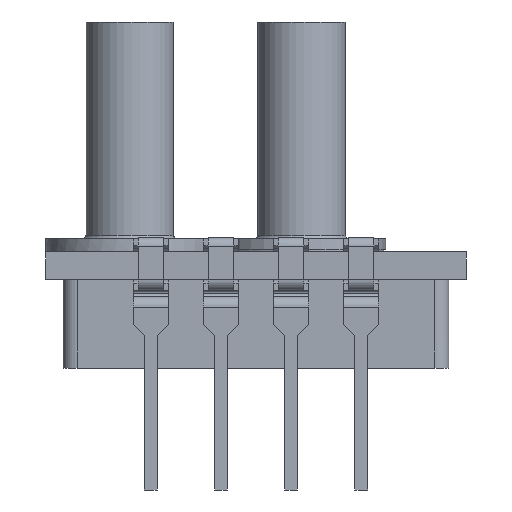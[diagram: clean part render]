
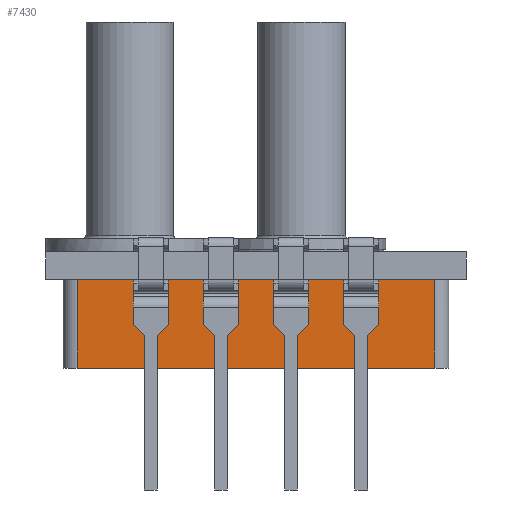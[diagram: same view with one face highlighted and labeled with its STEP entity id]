
A CAD part, front view. The second image highlights one B-rep face of the part: STEP entity #7430.
In plain terms, the highlighted planar face has unit normal (0, -1, 0).
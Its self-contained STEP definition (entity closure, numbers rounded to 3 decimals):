
#3638=DIRECTION('',(-1.,0.,0.));
#3639=VECTOR('',#3638,1.702);
#3640=CARTESIAN_POINT('',(6.477,-4.699,-9.318));
#3641=LINE('',#3640,#3639);
#3662=DIRECTION('',(-1.,0.,0.));
#3663=VECTOR('',#3662,2.032);
#3664=CARTESIAN_POINT('',(4.267,-4.699,-9.318));
#3665=LINE('',#3664,#3663);
#3686=DIRECTION('',(-1.,0.,0.));
#3687=VECTOR('',#3686,8.128);
#3688=CARTESIAN_POINT('',(1.651,-4.699,-9.318));
#3689=LINE('',#3688,#3687);
#3966=DIRECTION('',(0.,0.,-1.));
#3967=VECTOR('',#3966,3.22);
#3968=CARTESIAN_POINT('',(-6.477,-4.699,-9.318));
#3969=LINE('',#3968,#3967);
#3970=DIRECTION('',(0.,0.,-1.));
#3971=VECTOR('',#3970,3.22);
#3972=CARTESIAN_POINT('',(6.477,-4.699,-9.318));
#3973=LINE('',#3972,#3971);
#3983=DIRECTION('',(-1.,0.,0.));
#3984=VECTOR('',#3983,12.954);
#3985=CARTESIAN_POINT('',(6.477,-4.699,-12.538));
#3986=LINE('',#3985,#3984);
#4010=DIRECTION('',(0.,0.,-1.));
#4011=VECTOR('',#4010,0.005);
#4012=CARTESIAN_POINT('',(1.651,-4.699,-9.318));
#4013=LINE('',#4012,#4011);
#4034=DIRECTION('',(1.,0.,0.));
#4035=VECTOR('',#4034,0.584);
#4036=CARTESIAN_POINT('',(1.651,-4.699,-9.323));
#4037=LINE('',#4036,#4035);
#4038=DIRECTION('',(0.,0.,-1.));
#4039=VECTOR('',#4038,0.005);
#4040=CARTESIAN_POINT('',(2.235,-4.699,-9.318));
#4041=LINE('',#4040,#4039);
#4070=DIRECTION('',(0.,0.,-1.));
#4071=VECTOR('',#4070,0.005);
#4072=CARTESIAN_POINT('',(4.267,-4.699,-9.318));
#4073=LINE('',#4072,#4071);
#4106=DIRECTION('',(0.,0.,-1.));
#4107=VECTOR('',#4106,0.005);
#4108=CARTESIAN_POINT('',(4.775,-4.699,-9.318));
#4109=LINE('',#4108,#4107);
#4122=DIRECTION('',(1.,0.,0.));
#4123=VECTOR('',#4122,0.508);
#4124=CARTESIAN_POINT('',(4.267,-4.699,-9.323));
#4125=LINE('',#4124,#4123);
#5902=CARTESIAN_POINT('',(6.477,-4.699,-12.538));
#5903=CARTESIAN_POINT('',(-6.477,-4.699,-12.538));
#5904=VERTEX_POINT('',#5902);
#5905=VERTEX_POINT('',#5903);
#5927=CARTESIAN_POINT('',(6.477,-4.699,-9.318));
#5929=VERTEX_POINT('',#5927);
#5950=CARTESIAN_POINT('',(4.775,-4.699,-9.318));
#5951=VERTEX_POINT('',#5950);
#5952=CARTESIAN_POINT('',(4.267,-4.699,-9.318));
#5953=CARTESIAN_POINT('',(2.235,-4.699,-9.318));
#5954=VERTEX_POINT('',#5952);
#5955=VERTEX_POINT('',#5953);
#5956=CARTESIAN_POINT('',(1.651,-4.699,-9.318));
#5957=CARTESIAN_POINT('',(-6.477,-4.699,-9.318));
#5958=VERTEX_POINT('',#5956);
#5959=VERTEX_POINT('',#5957);
#5962=CARTESIAN_POINT('',(1.651,-4.699,-9.323));
#5963=VERTEX_POINT('',#5962);
#5966=CARTESIAN_POINT('',(4.775,-4.699,-9.323));
#5967=VERTEX_POINT('',#5966);
#5972=CARTESIAN_POINT('',(2.235,-4.699,-9.323));
#5973=VERTEX_POINT('',#5972);
#5974=CARTESIAN_POINT('',(4.267,-4.699,-9.323));
#5975=VERTEX_POINT('',#5974);
#7404=CARTESIAN_POINT('',(-6.477,-4.699,-9.363));
#7405=DIRECTION('',(0.,1.,0.));
#7406=DIRECTION('',(1.,0.,0.));
#7407=AXIS2_PLACEMENT_3D('',#7404,#7405,#7406);
#7408=PLANE('',#7407);
#7409=ORIENTED_EDGE('',*,*,#7278,.T.);
#7411=ORIENTED_EDGE('',*,*,#7410,.T.);
#7412=ORIENTED_EDGE('',*,*,#7395,.F.);
#7413=ORIENTED_EDGE('',*,*,#6936,.F.);
#7415=ORIENTED_EDGE('',*,*,#7414,.T.);
#7417=ORIENTED_EDGE('',*,*,#7416,.T.);
#7419=ORIENTED_EDGE('',*,*,#7418,.F.);
#7420=ORIENTED_EDGE('',*,*,#6924,.F.);
#7422=ORIENTED_EDGE('',*,*,#7421,.T.);
#7424=ORIENTED_EDGE('',*,*,#7423,.T.);
#7426=ORIENTED_EDGE('',*,*,#7425,.F.);
#7427=ORIENTED_EDGE('',*,*,#6912,.F.);
#7428=EDGE_LOOP('',(#7409,#7411,#7412,#7413,#7415,#7417,#7419,#7420,#7422,#7424,
#7426,#7427));
#7429=FACE_OUTER_BOUND('',#7428,.F.);
#6912=EDGE_CURVE('',#5929,#5951,#3641,.T.);
#6924=EDGE_CURVE('',#5954,#5955,#3665,.T.);
#6936=EDGE_CURVE('',#5958,#5959,#3689,.T.);
#7278=EDGE_CURVE('',#5929,#5904,#3973,.T.);
#7395=EDGE_CURVE('',#5959,#5905,#3969,.T.);
#7410=EDGE_CURVE('',#5904,#5905,#3986,.T.);
#7414=EDGE_CURVE('',#5958,#5963,#4013,.T.);
#7416=EDGE_CURVE('',#5963,#5973,#4037,.T.);
#7418=EDGE_CURVE('',#5955,#5973,#4041,.T.);
#7421=EDGE_CURVE('',#5954,#5975,#4073,.T.);
#7423=EDGE_CURVE('',#5975,#5967,#4125,.T.);
#7425=EDGE_CURVE('',#5951,#5967,#4109,.T.);
#7430=ADVANCED_FACE('',(#7429),#7408,.F.);
